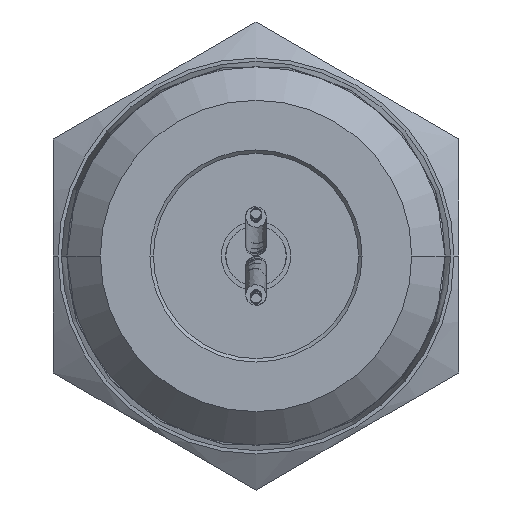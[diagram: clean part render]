
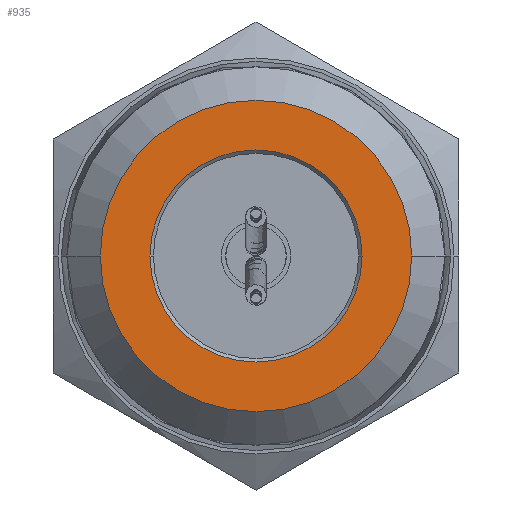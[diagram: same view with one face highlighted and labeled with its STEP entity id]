
A CAD part, left-side view. The second image highlights one B-rep face of the part: STEP entity #935.
In plain terms, the highlighted planar face has unit normal (-1, 0, 0).
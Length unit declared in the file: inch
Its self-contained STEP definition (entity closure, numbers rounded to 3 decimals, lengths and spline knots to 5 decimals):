
#176 = CARTESIAN_POINT ( 'NONE',  ( -1.22, 0., 0. ) ) ;
#191 = FACE_OUTER_BOUND ( 'NONE', #2383, .T. ) ;
#274 = DIRECTION ( 'NONE',  ( 0., -1., 0. ) ) ;
#297 = DIRECTION ( 'NONE',  ( 0., 1., 0. ) ) ;
#298 = EDGE_CURVE ( 'NONE', #1496, #539, #788, .T. ) ;
#331 = EDGE_CURVE ( 'NONE', #665, #1942, #875, .T. ) ;
#355 = ORIENTED_EDGE ( 'NONE', *, *, #331, .T. ) ;
#488 = EDGE_LOOP ( 'NONE', ( #355, #684 ) ) ;
#539 = VERTEX_POINT ( 'NONE', #555 ) ;
#555 = CARTESIAN_POINT ( 'NONE',  ( -1.22, -0.33611, 0. ) ) ;
#557 = DIRECTION ( 'NONE',  ( 0., 1., 0. ) ) ;
#585 = AXIS2_PLACEMENT_3D ( 'NONE', #176, #1719, #1698 ) ;
#594 = CARTESIAN_POINT ( 'NONE',  ( -1.22, 0.229, 0. ) ) ;
#665 = VERTEX_POINT ( 'NONE', #1629 ) ;
#684 = ORIENTED_EDGE ( 'NONE', *, *, #2114, .T. ) ;
#764 = DIRECTION ( 'NONE',  ( -1., 0., 0. ) ) ;
#788 = CIRCLE ( 'NONE', #2390, 0.33611 ) ;
#875 = CIRCLE ( 'NONE', #585, 0.229 ) ;
#935 = ADVANCED_FACE ( 'NONE', ( #1331, #191 ), #2096, .T. ) ;
#1154 = CARTESIAN_POINT ( 'NONE',  ( -1.22, 0., 0. ) ) ;
#1204 = CIRCLE ( 'NONE', #1246, 0.33611 ) ;
#1246 = AXIS2_PLACEMENT_3D ( 'NONE', #2468, #2053, #297 ) ;
#1286 = CIRCLE ( 'NONE', #2521, 0.229 ) ;
#1304 = DIRECTION ( 'NONE',  ( -1., 0., 0. ) ) ;
#1331 = FACE_BOUND ( 'NONE', #488, .T. ) ;
#1484 = AXIS2_PLACEMENT_3D ( 'NONE', #1927, #764, #1714 ) ;
#1485 = CARTESIAN_POINT ( 'NONE',  ( -1.22, 0., 0. ) ) ;
#1496 = VERTEX_POINT ( 'NONE', #2162 ) ;
#1511 = ORIENTED_EDGE ( 'NONE', *, *, #298, .T. ) ;
#1629 = CARTESIAN_POINT ( 'NONE',  ( -1.22, -0.229, 0. ) ) ;
#1698 = DIRECTION ( 'NONE',  ( 0., -1., 0. ) ) ;
#1714 = DIRECTION ( 'NONE',  ( 0., -1., 0. ) ) ;
#1719 = DIRECTION ( 'NONE',  ( 1., 0., 0. ) ) ;
#1780 = ORIENTED_EDGE ( 'NONE', *, *, #2147, .T. ) ;
#1927 = CARTESIAN_POINT ( 'NONE',  ( -1.22, -0.20305, 0. ) ) ;
#1942 = VERTEX_POINT ( 'NONE', #594 ) ;
#2027 = DIRECTION ( 'NONE',  ( 1., 0., 0. ) ) ;
#2053 = DIRECTION ( 'NONE',  ( -1., 0., 0. ) ) ;
#2096 = PLANE ( 'NONE',  #1484 ) ;
#2114 = EDGE_CURVE ( 'NONE', #1942, #665, #1286, .T. ) ;
#2147 = EDGE_CURVE ( 'NONE', #539, #1496, #1204, .T. ) ;
#2162 = CARTESIAN_POINT ( 'NONE',  ( -1.22, 0.33611, 0. ) ) ;
#2383 = EDGE_LOOP ( 'NONE', ( #1511, #1780 ) ) ;
#2390 = AXIS2_PLACEMENT_3D ( 'NONE', #1154, #1304, #557 ) ;
#2468 = CARTESIAN_POINT ( 'NONE',  ( -1.22, 0., 0. ) ) ;
#2521 = AXIS2_PLACEMENT_3D ( 'NONE', #1485, #2027, #274 ) ;
